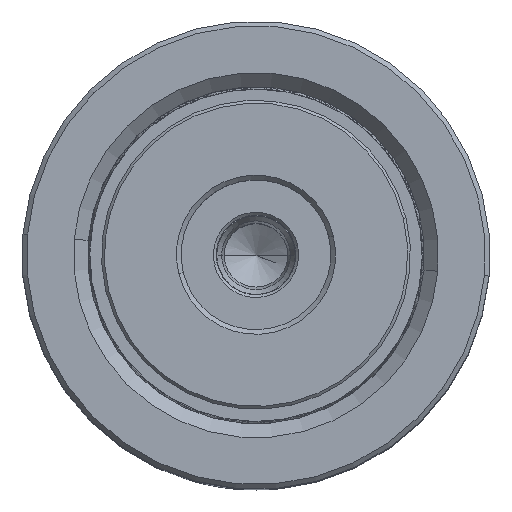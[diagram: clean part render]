
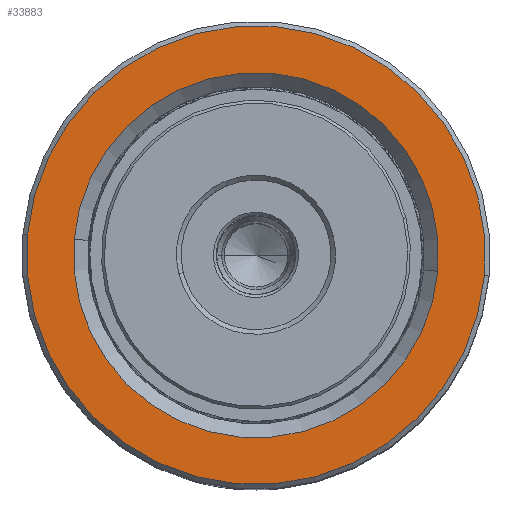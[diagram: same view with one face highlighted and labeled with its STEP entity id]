
A CAD part, top view. The second image highlights one B-rep face of the part: STEP entity #33883.
In plain terms, the highlighted planar face has unit normal (0, 0, 1).
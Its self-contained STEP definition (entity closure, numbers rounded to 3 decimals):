
#1403 = EDGE_LOOP ( 'NONE', ( #4063, #6675 ) ) ;
#1914 = DIRECTION ( 'NONE',  ( 0., 0., 1. ) ) ;
#4057 = DIRECTION ( 'NONE',  ( 1., 0., 0. ) ) ;
#4063 = ORIENTED_EDGE ( 'NONE', *, *, #35228, .T. ) ;
#4736 = CIRCLE ( 'NONE', #28579, 19.5 ) ;
#5696 = DIRECTION ( 'NONE',  ( 0., 0., 1. ) ) ;
#6315 = AXIS2_PLACEMENT_3D ( 'NONE', #30747, #28119, #30945 ) ;
#6675 = ORIENTED_EDGE ( 'NONE', *, *, #19606, .T. ) ;
#6680 = DIRECTION ( 'NONE',  ( 0., 0., -1. ) ) ;
#7568 = CARTESIAN_POINT ( 'NONE',  ( 24.5, 0., 60. ) ) ;
#7985 = EDGE_CURVE ( 'NONE', #18532, #15907, #14761, .T. ) ;
#10576 = ORIENTED_EDGE ( 'NONE', *, *, #28299, .T. ) ;
#11134 = CARTESIAN_POINT ( 'NONE',  ( 0., 0., 60. ) ) ;
#11558 = ORIENTED_EDGE ( 'NONE', *, *, #7985, .T. ) ;
#12400 = CARTESIAN_POINT ( 'NONE',  ( 0., 0., 60. ) ) ;
#13015 = EDGE_LOOP ( 'NONE', ( #11558, #10576 ) ) ;
#13627 = AXIS2_PLACEMENT_3D ( 'NONE', #12400, #5696, #32954 ) ;
#14363 = CARTESIAN_POINT ( 'NONE',  ( 0., 0., 60. ) ) ;
#14761 = CIRCLE ( 'NONE', #23833, 24.5 ) ;
#15907 = VERTEX_POINT ( 'NONE', #7568 ) ;
#17216 = FACE_BOUND ( 'NONE', #1403, .T. ) ;
#18532 = VERTEX_POINT ( 'NONE', #37885 ) ;
#19606 = EDGE_CURVE ( 'NONE', #26780, #20623, #21870, .T. ) ;
#20439 = PLANE ( 'NONE',  #25328 ) ;
#20623 = VERTEX_POINT ( 'NONE', #38614 ) ;
#21870 = CIRCLE ( 'NONE', #6315, 19.5 ) ;
#23460 = DIRECTION ( 'NONE',  ( 1., 0., 0. ) ) ;
#23833 = AXIS2_PLACEMENT_3D ( 'NONE', #11134, #30122, #23460 ) ;
#25328 = AXIS2_PLACEMENT_3D ( 'NONE', #14363, #1914, #32581 ) ;
#25908 = CIRCLE ( 'NONE', #13627, 24.5 ) ;
#25921 = FACE_OUTER_BOUND ( 'NONE', #13015, .T. ) ;
#26780 = VERTEX_POINT ( 'NONE', #27639 ) ;
#27639 = CARTESIAN_POINT ( 'NONE',  ( -19.5, 0., 60. ) ) ;
#28119 = DIRECTION ( 'NONE',  ( 0., 0., -1. ) ) ;
#28299 = EDGE_CURVE ( 'NONE', #15907, #18532, #25908, .T. ) ;
#28579 = AXIS2_PLACEMENT_3D ( 'NONE', #37363, #6680, #4057 ) ;
#30122 = DIRECTION ( 'NONE',  ( 0., 0., 1. ) ) ;
#30747 = CARTESIAN_POINT ( 'NONE',  ( 0., 0., 60. ) ) ;
#30945 = DIRECTION ( 'NONE',  ( 1., 0., 0. ) ) ;
#32581 = DIRECTION ( 'NONE',  ( 1., 0., 0. ) ) ;
#32954 = DIRECTION ( 'NONE',  ( 1., 0., 0. ) ) ;
#33883 = ADVANCED_FACE ( 'NONE', ( #25921, #17216 ), #20439, .T. ) ;
#35228 = EDGE_CURVE ( 'NONE', #20623, #26780, #4736, .T. ) ;
#37363 = CARTESIAN_POINT ( 'NONE',  ( 0., 0., 60. ) ) ;
#37885 = CARTESIAN_POINT ( 'NONE',  ( -24.5, 0., 60. ) ) ;
#38614 = CARTESIAN_POINT ( 'NONE',  ( 19.5, 0., 60. ) ) ;
